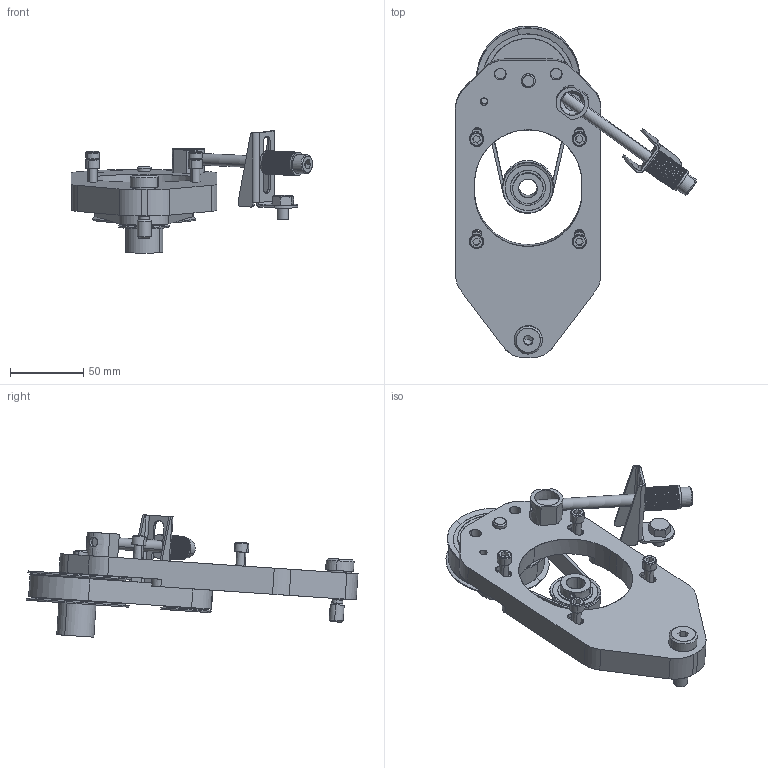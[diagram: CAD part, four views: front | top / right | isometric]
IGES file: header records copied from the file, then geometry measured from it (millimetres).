
Start section: SolidWorks IGES file using analytic representation for surfaces
Global section: file name: CRP301-00.IGS; native system: SolidWorks 2017; preprocessor: SolidWorks 2017; author: JBuehn; date: 180706.145320; units: millimetre
Bounding box: 164.12 x 226.08 x 83.35 mm (x, y, z)
Surface area: 112198.2 mm2 (no closed solid volume)
Topology: 0 solids, 0 shells, 857 faces, 11429 edges, 11421 vertices
Faces by surface type: revolution 515, bspline 342
